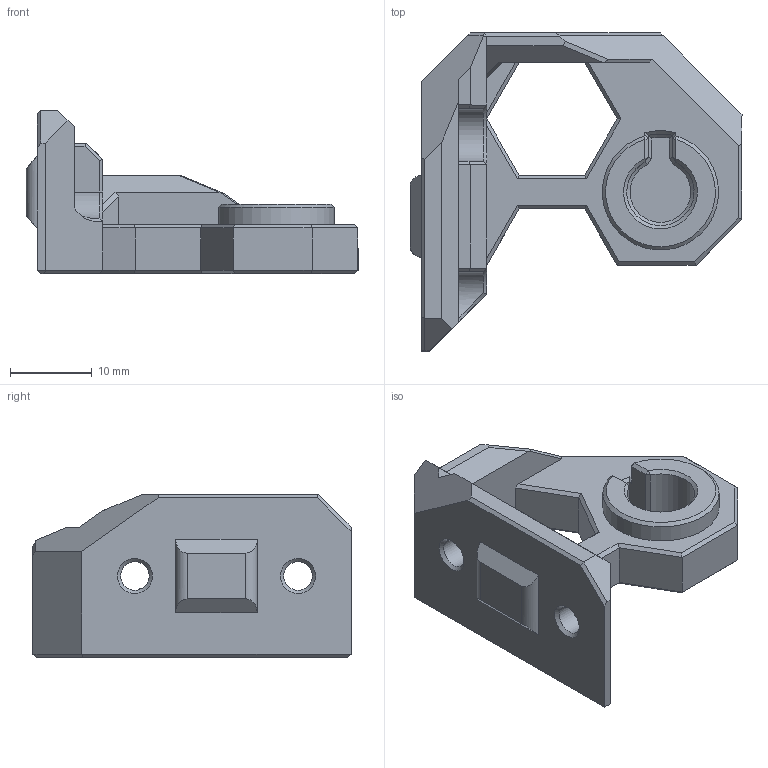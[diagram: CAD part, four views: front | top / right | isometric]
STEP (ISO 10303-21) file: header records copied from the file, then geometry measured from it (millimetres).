
FILE_DESCRIPTION(/* description */ ('','CAx-IF Rec.Pracs.---Representation and Presentation of Product Manufacturing Information (PMI)---4.0---2014-10-13'),/* implementation_level */ '2;1');
FILE_NAME(/* name */ '[a]_z_rod_top_a_x2.step',/* time_stamp */ '2024-11-23T12:58:55+01:00',/* author */ (''),/* organization */ (''),/* preprocessor_version */ 'ST-DEVELOPER v20',/* originating_system */ 'Autodesk Translation Framework v13.20.0.188',/* authorisation */ '');
FILE_SCHEMA (('AP242_MANAGED_MODEL_BASED_3D_ENGINEERING_MIM_LF { 1 0 10303 442 1 1 4 }'));
Length unit declared in the file: millimetre
Products named in the file (1): [a]_z_rod_top_a_x2
Bounding box: 40.7 x 39 x 20 mm (x, y, z)
Volume: 7925.9 mm3; surface area: 4318.8 mm2
Topology: 1 solids, 1 shells, 131 faces, 319 edges, 191 vertices
Faces by surface type: plane 110, cone 11, cylinder 9, bspline 1
Full cylindrical faces by diameter (mm): 3.5 x2
Entity records: 3787 total; most frequent: CARTESIAN_POINT 713, ORIENTED_EDGE 638, DIRECTION 597, EDGE_CURVE 319, LINE 273, VECTOR 273, VERTEX_POINT 191, AXIS2_PLACEMENT_3D 162
